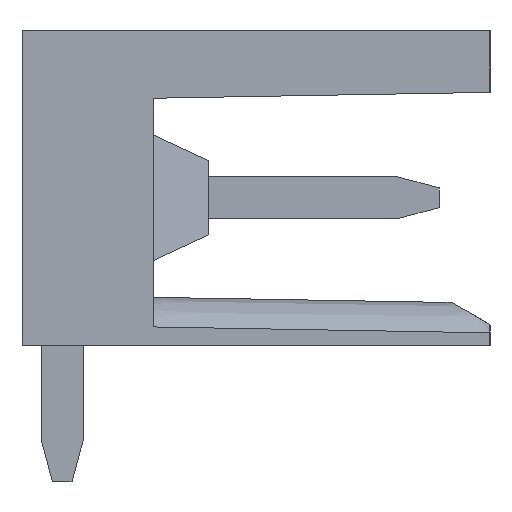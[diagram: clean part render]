
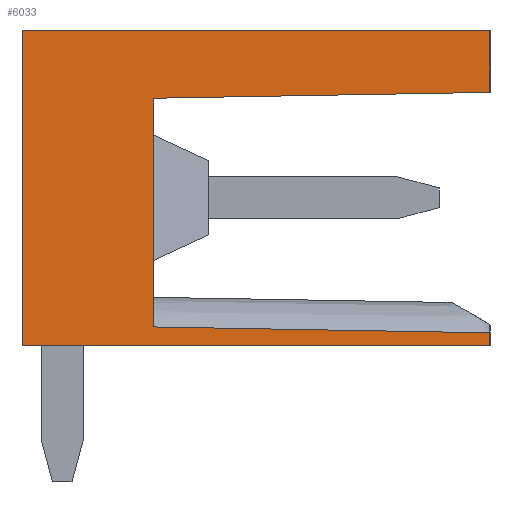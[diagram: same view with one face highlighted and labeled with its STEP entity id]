
A CAD part, left-side view. The second image highlights one B-rep face of the part: STEP entity #6033.
In plain terms, the highlighted planar face has unit normal (-1, 0, 0).
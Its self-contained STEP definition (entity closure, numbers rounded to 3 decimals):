
#6002=AXIS2_PLACEMENT_3D('Plane Axis2P3D',#5999,#6000,#6001) ;
#2929=CARTESIAN_POINT('Vertex',(0.,11.05,3.2)) ;
#2932=CARTESIAN_POINT('Line Origine',(0.,11.05,6.925)) ;
#2936=CARTESIAN_POINT('Vertex',(0.,11.05,10.65)) ;
#3497=CARTESIAN_POINT('Vertex',(0.,0.,3.2)) ;
#3500=CARTESIAN_POINT('Line Origine',(0.,5.525,3.2)) ;
#3571=CARTESIAN_POINT('Vertex',(0.,0.,10.65)) ;
#3576=CARTESIAN_POINT('Line Origine',(0.,0.,9.919)) ;
#3580=CARTESIAN_POINT('Vertex',(0.,0.,9.189)) ;
#4459=CARTESIAN_POINT('Line Origine',(0.,0.,3.356)) ;
#4463=CARTESIAN_POINT('Vertex',(0.,0.,3.511)) ;
#5133=CARTESIAN_POINT('Line Origine',(0.,5.525,10.65)) ;
#5999=CARTESIAN_POINT('Axis2P3D Location',(0.,0.,0.)) ;
#6004=CARTESIAN_POINT('Line Origine',(0.,3.975,3.581)) ;
#6008=CARTESIAN_POINT('Vertex',(0.,7.95,3.65)) ;
#6011=CARTESIAN_POINT('Line Origine',(0.,7.95,6.35)) ;
#6015=CARTESIAN_POINT('Vertex',(0.,7.95,9.05)) ;
#6018=CARTESIAN_POINT('Line Origine',(0.,3.975,9.119)) ;
#2933=DIRECTION('Vector Direction',(0.,0.,1.)) ;
#3501=DIRECTION('Vector Direction',(0.,1.,0.)) ;
#3577=DIRECTION('Vector Direction',(0.,0.,-1.)) ;
#4460=DIRECTION('Vector Direction',(0.,0.,-1.)) ;
#5134=DIRECTION('Vector Direction',(0.,-1.,0.)) ;
#6000=DIRECTION('Axis2P3D Direction',(-1.,0.,0.)) ;
#6001=DIRECTION('Axis2P3D XDirection',(0.,-1.,0.)) ;
#6005=DIRECTION('Vector Direction',(0.,1.,0.017)) ;
#6012=DIRECTION('Vector Direction',(0.,0.,1.)) ;
#6019=DIRECTION('Vector Direction',(0.,1.,-0.017)) ;
#2934=VECTOR('Line Direction',#2933,1.) ;
#3502=VECTOR('Line Direction',#3501,1.) ;
#3578=VECTOR('Line Direction',#3577,1.) ;
#4461=VECTOR('Line Direction',#4460,1.) ;
#5135=VECTOR('Line Direction',#5134,1.) ;
#6006=VECTOR('Line Direction',#6005,1.) ;
#6013=VECTOR('Line Direction',#6012,1.) ;
#6020=VECTOR('Line Direction',#6019,1.) ;
#6024=ORIENTED_EDGE('',*,*,#3582,.T.) ;
#6025=ORIENTED_EDGE('',*,*,#5137,.T.) ;
#6026=ORIENTED_EDGE('',*,*,#2938,.T.) ;
#6027=ORIENTED_EDGE('',*,*,#3504,.T.) ;
#6028=ORIENTED_EDGE('',*,*,#4465,.T.) ;
#6029=ORIENTED_EDGE('',*,*,#6010,.F.) ;
#6030=ORIENTED_EDGE('',*,*,#6017,.F.) ;
#6031=ORIENTED_EDGE('',*,*,#6022,.F.) ;
#6033=ADVANCED_FACE('HOUSING',(#6032),#6003,.T.) ;
#2938=EDGE_CURVE('',#2937,#2930,#2935,.F.) ;
#3504=EDGE_CURVE('',#2930,#3498,#3503,.F.) ;
#3582=EDGE_CURVE('',#3581,#3572,#3579,.F.) ;
#4465=EDGE_CURVE('',#3498,#4464,#4462,.F.) ;
#5137=EDGE_CURVE('',#3572,#2937,#5136,.F.) ;
#6010=EDGE_CURVE('',#6009,#4464,#6007,.F.) ;
#6017=EDGE_CURVE('',#6016,#6009,#6014,.F.) ;
#6022=EDGE_CURVE('',#3581,#6016,#6021,.T.) ;
#6023=EDGE_LOOP('',(#6024,#6025,#6026,#6027,#6028,#6029,#6030,#6031)) ;
#6032=FACE_OUTER_BOUND('',#6023,.T.) ;
#2935=LINE('Line',#2932,#2934) ;
#3503=LINE('Line',#3500,#3502) ;
#3579=LINE('Line',#3576,#3578) ;
#4462=LINE('Line',#4459,#4461) ;
#5136=LINE('Line',#5133,#5135) ;
#6007=LINE('Line',#6004,#6006) ;
#6014=LINE('Line',#6011,#6013) ;
#6021=LINE('Line',#6018,#6020) ;
#6003=PLANE('',#6002) ;
#2930=VERTEX_POINT('',#2929) ;
#2937=VERTEX_POINT('',#2936) ;
#3498=VERTEX_POINT('',#3497) ;
#3572=VERTEX_POINT('',#3571) ;
#3581=VERTEX_POINT('',#3580) ;
#4464=VERTEX_POINT('',#4463) ;
#6009=VERTEX_POINT('',#6008) ;
#6016=VERTEX_POINT('',#6015) ;
